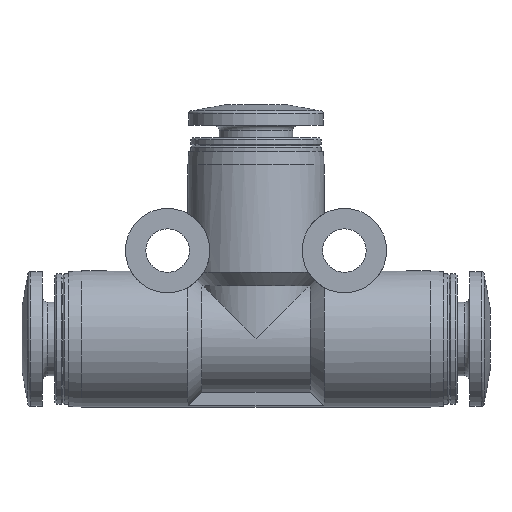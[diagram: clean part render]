
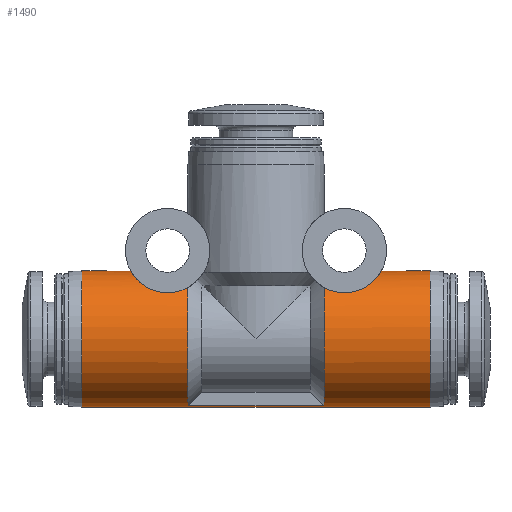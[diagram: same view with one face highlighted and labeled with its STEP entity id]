
A CAD part, front view. The second image highlights one B-rep face of the part: STEP entity #1490.
In plain terms, the highlighted cylindrical face has radius 5 mm (diameter 10 mm), a full revolution.
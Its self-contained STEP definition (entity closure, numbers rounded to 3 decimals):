
#72=B_SPLINE_CURVE_WITH_KNOTS('',3,(#2079,#2080,#2081,#2082,#2083,#2084,
#2085,#2086,#2087,#2088,#2089),.UNSPECIFIED.,.F.,.F.,(4,1,1,1,1,1,1,1,4),
(0.004,0.006,0.007,0.009,
0.011,0.013,0.014,0.016,
0.018),.UNSPECIFIED.);
#73=B_SPLINE_CURVE_WITH_KNOTS('',3,(#2097,#2098,#2099,#2100,#2101,#2102,
#2103,#2104,#2105,#2106,#2107),.UNSPECIFIED.,.F.,.F.,(4,1,1,1,1,1,1,1,4),
(0.015,0.016,0.018,0.02,
0.022,0.024,0.025,0.027,
0.029),.UNSPECIFIED.);
#96=LINE('',#2075,#100);
#97=LINE('',#2093,#101);
#100=VECTOR('',#1749,1000.);
#101=VECTOR('',#1754,1000.);
#114=ORIENTED_EDGE('',*,*,#336,.F.);
#115=ORIENTED_EDGE('',*,*,#337,.F.);
#116=ORIENTED_EDGE('',*,*,#338,.T.);
#117=ORIENTED_EDGE('',*,*,#339,.F.);
#118=ORIENTED_EDGE('',*,*,#340,.T.);
#119=ORIENTED_EDGE('',*,*,#341,.T.);
#120=ORIENTED_EDGE('',*,*,#342,.F.);
#121=ORIENTED_EDGE('',*,*,#343,.F.);
#122=ORIENTED_EDGE('',*,*,#344,.F.);
#123=ORIENTED_EDGE('',*,*,#345,.T.);
#336=EDGE_CURVE('',#447,#448,#542,.T.);
#337=EDGE_CURVE('',#449,#447,#96,.T.);
#338=EDGE_CURVE('',#449,#450,#543,.T.);
#339=EDGE_CURVE('',#451,#450,#72,.T.);
#340=EDGE_CURVE('',#451,#452,#544,.T.);
#341=EDGE_CURVE('',#452,#453,#97,.T.);
#342=EDGE_CURVE('',#454,#453,#545,.T.);
#343=EDGE_CURVE('',#448,#454,#73,.T.);
#344=EDGE_CURVE('',#455,#455,#546,.T.);
#345=EDGE_CURVE('',#456,#456,#547,.T.);
#447=VERTEX_POINT('',#2073);
#448=VERTEX_POINT('',#2074);
#449=VERTEX_POINT('',#2076);
#450=VERTEX_POINT('',#2078);
#451=VERTEX_POINT('',#2090);
#452=VERTEX_POINT('',#2092);
#453=VERTEX_POINT('',#2094);
#454=VERTEX_POINT('',#2096);
#455=VERTEX_POINT('',#2109);
#456=VERTEX_POINT('',#2111);
#542=CIRCLE('',#1578,5.);
#543=CIRCLE('',#1579,5.);
#544=CIRCLE('',#1580,5.);
#545=CIRCLE('',#1581,5.);
#546=CIRCLE('',#1582,5.);
#547=CIRCLE('',#1583,5.);
#620=EDGE_LOOP('',(#114,#115,#116,#117,#118,#119,#120,#121));
#621=EDGE_LOOP('',(#122));
#622=EDGE_LOOP('',(#123));
#768=FACE_BOUND('',#620,.T.);
#769=FACE_BOUND('',#621,.T.);
#770=FACE_BOUND('',#622,.T.);
#914=CYLINDRICAL_SURFACE('',#1577,5.);
#1490=ADVANCED_FACE('',(#768,#769,#770),#914,.T.);
#1577=AXIS2_PLACEMENT_3D('',#2071,#1745,#1746);
#1578=AXIS2_PLACEMENT_3D('',#2072,#1747,#1748);
#1579=AXIS2_PLACEMENT_3D('',#2077,#1750,#1751);
#1580=AXIS2_PLACEMENT_3D('',#2091,#1752,#1753);
#1581=AXIS2_PLACEMENT_3D('',#2095,#1755,#1756);
#1582=AXIS2_PLACEMENT_3D('',#2108,#1757,#1758);
#1583=AXIS2_PLACEMENT_3D('',#2110,#1759,#1760);
#1745=DIRECTION('',(1.,0.,0.));
#1746=DIRECTION('',(0.,0.,-1.));
#1747=DIRECTION('',(1.,0.,0.));
#1748=DIRECTION('',(0.,0.,-1.));
#1749=DIRECTION('',(-1.,0.,0.));
#1750=DIRECTION('',(1.,0.,0.));
#1751=DIRECTION('',(0.,0.,-1.));
#1752=DIRECTION('',(1.,0.,0.));
#1753=DIRECTION('',(0.,0.,-1.));
#1754=DIRECTION('',(-1.,0.,0.));
#1755=DIRECTION('',(1.,0.,0.));
#1756=DIRECTION('',(0.,0.,-1.));
#1757=DIRECTION('',(1.,0.,0.));
#1758=DIRECTION('',(0.,0.,-1.));
#1759=DIRECTION('',(1.,0.,0.));
#1760=DIRECTION('',(0.,0.,-1.));
#2071=CARTESIAN_POINT('',(17.2,0.,0.));
#2072=CARTESIAN_POINT('',(-5.,0.,0.));
#2073=CARTESIAN_POINT('',(-5.,0.875,-4.923));
#2074=CARTESIAN_POINT('',(-5.,3.265,3.787));
#2075=CARTESIAN_POINT('',(5.,0.875,-4.923));
#2076=CARTESIAN_POINT('',(5.,0.875,-4.923));
#2077=CARTESIAN_POINT('',(5.,0.,0.));
#2078=CARTESIAN_POINT('',(5.,3.265,3.787));
#2079=CARTESIAN_POINT('',(5.,-3.265,3.787));
#2080=CARTESIAN_POINT('',(5.452,-3.555,3.537));
#2081=CARTESIAN_POINT('',(6.669,-3.827,3.21));
#2082=CARTESIAN_POINT('',(8.385,-3.25,3.882));
#2083=CARTESIAN_POINT('',(9.114,-1.786,4.789));
#2084=CARTESIAN_POINT('',(9.262,0.002,5.105));
#2085=CARTESIAN_POINT('',(9.114,1.783,4.789));
#2086=CARTESIAN_POINT('',(8.386,3.248,3.884));
#2087=CARTESIAN_POINT('',(6.677,3.826,3.21));
#2088=CARTESIAN_POINT('',(5.454,3.556,3.536));
#2089=CARTESIAN_POINT('',(5.,3.265,3.787));
#2090=CARTESIAN_POINT('',(5.,-3.265,3.787));
#2091=CARTESIAN_POINT('',(5.,0.,0.));
#2092=CARTESIAN_POINT('',(5.,-0.875,-4.923));
#2093=CARTESIAN_POINT('',(5.,-0.875,-4.923));
#2094=CARTESIAN_POINT('',(-5.,-0.875,-4.923));
#2095=CARTESIAN_POINT('',(-5.,0.,0.));
#2096=CARTESIAN_POINT('',(-5.,-3.265,3.787));
#2097=CARTESIAN_POINT('',(-5.,3.265,3.787));
#2098=CARTESIAN_POINT('',(-5.451,3.554,3.538));
#2099=CARTESIAN_POINT('',(-6.671,3.828,3.209));
#2100=CARTESIAN_POINT('',(-8.388,3.247,3.885));
#2101=CARTESIAN_POINT('',(-9.115,1.782,4.791));
#2102=CARTESIAN_POINT('',(-9.262,-0.015,5.105));
#2103=CARTESIAN_POINT('',(-9.113,-1.786,4.787));
#2104=CARTESIAN_POINT('',(-8.385,-3.249,3.883));
#2105=CARTESIAN_POINT('',(-6.676,-3.826,3.21));
#2106=CARTESIAN_POINT('',(-5.454,-3.556,3.536));
#2107=CARTESIAN_POINT('',(-5.,-3.265,3.787));
#2108=CARTESIAN_POINT('',(12.8,0.,0.));
#2109=CARTESIAN_POINT('',(12.8,0.,-5.));
#2110=CARTESIAN_POINT('',(-12.8,0.,0.));
#2111=CARTESIAN_POINT('',(-12.8,0.,-5.));
